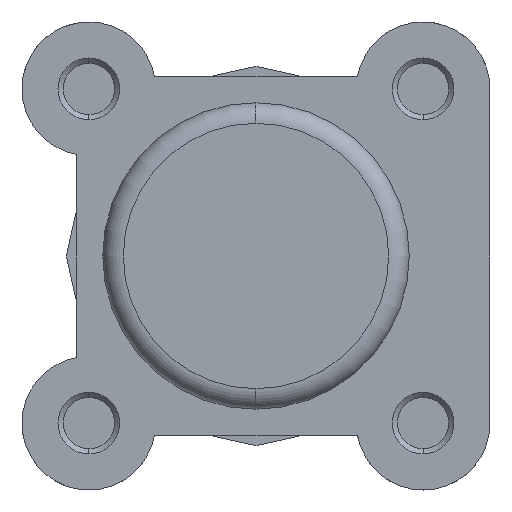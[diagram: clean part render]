
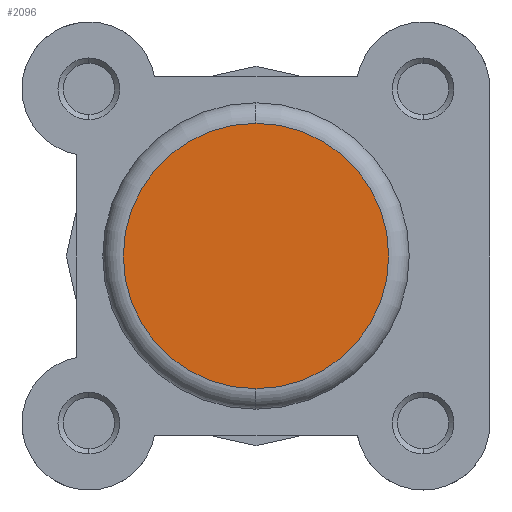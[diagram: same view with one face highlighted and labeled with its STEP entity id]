
A CAD part, left-side view. The second image highlights one B-rep face of the part: STEP entity #2096.
In plain terms, the highlighted planar face has unit normal (-1, 0, 0).
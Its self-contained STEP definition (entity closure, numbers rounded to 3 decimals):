
#174 = DIRECTION ( 'NONE',  ( -1., 0., 0. ) ) ;
#175 = CARTESIAN_POINT ( 'NONE',  ( 0., 0., 0. ) ) ;
#187 = DIRECTION ( 'NONE',  ( 0., 0., -1. ) ) ;
#533 = CARTESIAN_POINT ( 'NONE',  ( 0., 0., -12.9 ) ) ;
#675 = CARTESIAN_POINT ( 'NONE',  ( 0., 0., 12.9 ) ) ;
#977 = EDGE_CURVE ( 'NONE', #4299, #4155, #3271, .T. ) ;
#1141 = EDGE_CURVE ( 'NONE', #4155, #4299, #3510, .T. ) ;
#1362 = AXIS2_PLACEMENT_3D ( 'NONE', #175, #174, #187 ) ;
#1430 = AXIS2_PLACEMENT_3D ( 'NONE', #4518, #4521, #4522 ) ;
#1606 = ORIENTED_EDGE ( 'NONE', *, *, #977, .T. ) ;
#1607 = ORIENTED_EDGE ( 'NONE', *, *, #1141, .T. ) ;
#1690 = FACE_OUTER_BOUND ( 'NONE', #3000, .T. ) ;
#2096 = ADVANCED_FACE ( 'NONE', ( #1690 ), #5450, .F. ) ;
#3000 = EDGE_LOOP ( 'NONE', ( #1607, #1606 ) ) ;
#3271 = CIRCLE ( 'NONE', #1362, 12.9 ) ;
#3510 = CIRCLE ( 'NONE', #1430, 12.9 ) ;
#4155 = VERTEX_POINT ( 'NONE', #533 ) ;
#4299 = VERTEX_POINT ( 'NONE', #675 ) ;
#4518 = CARTESIAN_POINT ( 'NONE',  ( 0., 0., 0. ) ) ;
#4521 = DIRECTION ( 'NONE',  ( -1., 0., 0. ) ) ;
#4522 = DIRECTION ( 'NONE',  ( 0., 0., -1. ) ) ;
#5449 = CARTESIAN_POINT ( 'NONE',  ( 0., 0., 0. ) ) ;
#5450 = PLANE ( 'NONE',  #5714 ) ;
#5452 = DIRECTION ( 'NONE',  ( 1., 0., 0. ) ) ;
#5453 = DIRECTION ( 'NONE',  ( 0., 0., -1. ) ) ;
#5714 = AXIS2_PLACEMENT_3D ( 'NONE', #5449, #5452, #5453 ) ;
